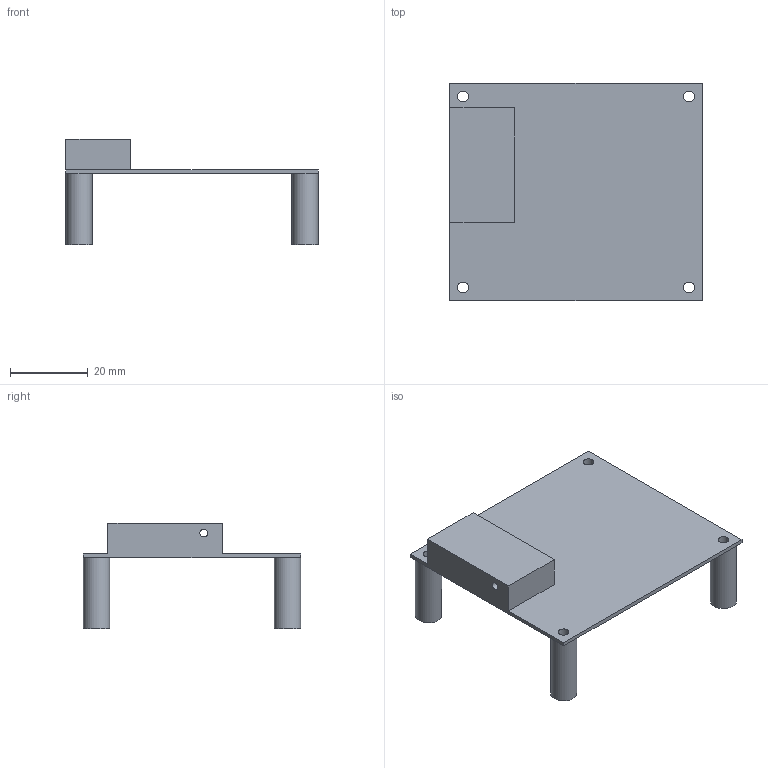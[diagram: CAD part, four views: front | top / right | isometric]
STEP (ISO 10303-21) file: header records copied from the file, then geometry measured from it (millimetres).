
FILE_DESCRIPTION(/* description */ (''),/* implementation_level */ '2;1');
FILE_NAME(/* name */ '00_Anybeam_Nebra_HAT.ipt.step',/* time_stamp */ '2022-11-29T07:35:16+01:00',/* author */ ('diederichbenedict'),/* organization */ (''),/* preprocessor_version */ 'ST-DEVELOPER v18.1',/* originating_system */ 'Autodesk Inventor 2022',/* authorisation */ '');
FILE_SCHEMA (('AUTOMOTIVE_DESIGN { 1 0 10303 214 3 1 1 }'));
Length unit declared in the file: millimetre
Products named in the file (1): 00_Anybeam_Nebra_HAT
Bounding box: 64.75 x 55.75 x 27.12 mm (x, y, z)
Volume: 9552.6 mm3; surface area: 10449.8 mm2
Topology: 1 solids, 1 shells, 27 faces, 65 edges, 40 vertices
Faces by surface type: plane 18, cylinder 9
Full cylindrical faces by diameter (mm): 2 x1, 2.75 x4, 6.75 x4
Entity records: 844 total; most frequent: DIRECTION 145, CARTESIAN_POINT 133, ORIENTED_EDGE 130, EDGE_CURVE 65, AXIS2_PLACEMENT_3D 52, LINE 41, VECTOR 41, VERTEX_POINT 40
